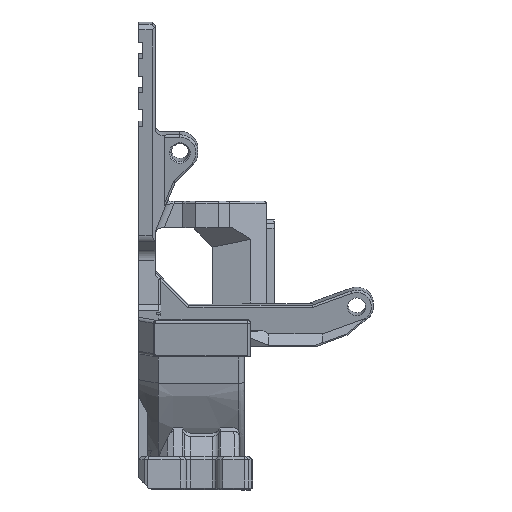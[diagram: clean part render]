
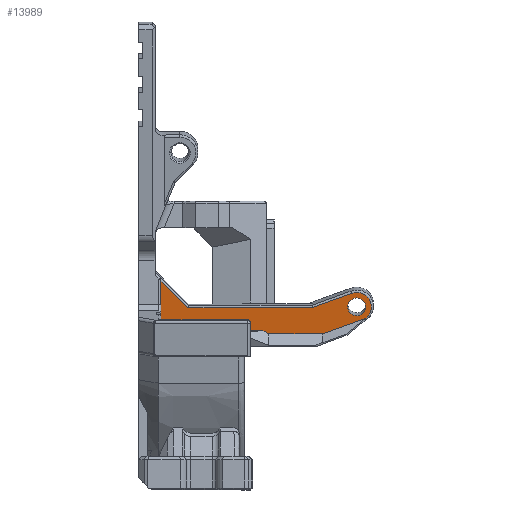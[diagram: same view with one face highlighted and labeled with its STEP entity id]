
A CAD part, left-side view. The second image highlights one B-rep face of the part: STEP entity #13989.
In plain terms, the highlighted planar face has unit normal (-0.985, 0, -0.174).
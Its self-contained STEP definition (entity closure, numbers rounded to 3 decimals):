
#161=FACE_BOUND('',#1821,.T.);
#539=PLANE('',#14974);
#998=FACE_OUTER_BOUND('',#1820,.T.);
#1820=EDGE_LOOP('',(#10486,#10487,#10488,#10489,#10490,#10491,#10492,#10493,
#10494,#10495,#10496,#10497));
#1821=EDGE_LOOP('',(#10498));
#2915=LINE('',#22074,#4222);
#2943=LINE('',#22132,#4250);
#2944=LINE('',#22135,#4251);
#2945=LINE('',#22137,#4252);
#2946=LINE('',#22141,#4253);
#2947=LINE('',#22143,#4254);
#2948=LINE('',#22145,#4255);
#2949=LINE('',#22147,#4256);
#2950=LINE('',#22149,#4257);
#2951=LINE('',#22151,#4258);
#2952=LINE('',#22152,#4259);
#4222=VECTOR('',#17003,10.);
#4250=VECTOR('',#17045,10.);
#4251=VECTOR('',#17048,10.);
#4252=VECTOR('',#17049,10.);
#4253=VECTOR('',#17052,10.);
#4254=VECTOR('',#17053,10.);
#4255=VECTOR('',#17054,10.);
#4256=VECTOR('',#17055,1000.);
#4257=VECTOR('',#17056,10.);
#4258=VECTOR('',#17057,1000.);
#4259=VECTOR('',#17058,10.);
#5520=CIRCLE('',#14957,2.2);
#5524=CIRCLE('',#14975,3.556);
#6306=VERTEX_POINT('',#22020);
#6324=VERTEX_POINT('',#22071);
#6325=VERTEX_POINT('',#22073);
#6348=VERTEX_POINT('',#22130);
#6349=VERTEX_POINT('',#22134);
#6350=VERTEX_POINT('',#22136);
#6351=VERTEX_POINT('',#22138);
#6352=VERTEX_POINT('',#22140);
#6353=VERTEX_POINT('',#22142);
#6354=VERTEX_POINT('',#22144);
#6355=VERTEX_POINT('',#22146);
#6356=VERTEX_POINT('',#22148);
#6357=VERTEX_POINT('',#22150);
#7844=EDGE_CURVE('',#6306,#6306,#5520,.F.);
#7871=EDGE_CURVE('',#6325,#6324,#2915,.T.);
#7900=EDGE_CURVE('',#6324,#6348,#2943,.F.);
#7901=EDGE_CURVE('',#6348,#6349,#2944,.T.);
#7902=EDGE_CURVE('',#6350,#6349,#2945,.F.);
#7903=EDGE_CURVE('',#6351,#6350,#5524,.T.);
#7904=EDGE_CURVE('',#6352,#6351,#2946,.T.);
#7905=EDGE_CURVE('',#6353,#6352,#2947,.T.);
#7906=EDGE_CURVE('',#6354,#6353,#2948,.T.);
#7907=EDGE_CURVE('',#6354,#6355,#2949,.T.);
#7908=EDGE_CURVE('',#6355,#6356,#2950,.F.);
#7909=EDGE_CURVE('',#6357,#6356,#2951,.T.);
#7910=EDGE_CURVE('',#6357,#6325,#2952,.F.);
#10486=ORIENTED_EDGE('',*,*,#7871,.T.);
#10487=ORIENTED_EDGE('',*,*,#7900,.T.);
#10488=ORIENTED_EDGE('',*,*,#7901,.T.);
#10489=ORIENTED_EDGE('',*,*,#7902,.F.);
#10490=ORIENTED_EDGE('',*,*,#7903,.F.);
#10491=ORIENTED_EDGE('',*,*,#7904,.F.);
#10492=ORIENTED_EDGE('',*,*,#7905,.F.);
#10493=ORIENTED_EDGE('',*,*,#7906,.F.);
#10494=ORIENTED_EDGE('',*,*,#7907,.T.);
#10495=ORIENTED_EDGE('',*,*,#7908,.T.);
#10496=ORIENTED_EDGE('',*,*,#7909,.F.);
#10497=ORIENTED_EDGE('',*,*,#7910,.T.);
#10498=ORIENTED_EDGE('',*,*,#7844,.T.);
#13989=ADVANCED_FACE('',(#998,#161),#539,.F.);
#14957=AXIS2_PLACEMENT_3D('',#22021,#16959,#16960);
#14974=AXIS2_PLACEMENT_3D('',#22133,#17046,#17047);
#14975=AXIS2_PLACEMENT_3D('',#22139,#17050,#17051);
#16959=DIRECTION('center_axis',(-0.985,0.,
-0.174));
#16960=DIRECTION('ref_axis',(0.174,0.,-0.985));
#17003=DIRECTION('',(0.092,-0.848,-0.522));
#17045=DIRECTION('',(0.,1.,0.));
#17046=DIRECTION('center_axis',(0.985,0.,
0.174));
#17047=DIRECTION('ref_axis',(0.174,0.,-0.985));
#17048=DIRECTION('',(-0.06,-0.939,0.339));
#17049=DIRECTION('',(0.166,0.3,-0.939));
#17050=DIRECTION('center_axis',(0.985,0.,
0.174));
#17051=DIRECTION('ref_axis',(-0.104,-0.8,0.59));
#17052=DIRECTION('',(-0.06,-0.939,0.339));
#17053=DIRECTION('',(0.,-1.,0.));
#17054=DIRECTION('',(0.123,-0.707,-0.696));
#17055=DIRECTION('',(0.174,0.,-0.985));
#17056=DIRECTION('',(0.,1.,0.));
#17057=DIRECTION('',(0.174,0.,-0.985));
#17058=DIRECTION('',(0.,1.,0.));
#22020=CARTESIAN_POINT('',(-17.646,-57.097,63.29));
#22021=CARTESIAN_POINT('Origin',(-17.264,-57.097,61.123));
#22071=CARTESIAN_POINT('',(-16.106,-35.649,54.554));
#22073=CARTESIAN_POINT('',(-16.254,-34.291,55.391));
#22074=CARTESIAN_POINT('',(-16.791,-29.345,58.438));
#22130=CARTESIAN_POINT('',(-16.106,-48.756,54.554));
#22132=CARTESIAN_POINT('',(-16.106,-25.375,54.554));
#22133=CARTESIAN_POINT('Origin',(-16.147,-19.597,54.785));
#22134=CARTESIAN_POINT('',(-16.773,-59.217,58.337));
#22135=CARTESIAN_POINT('',(-16.008,-47.215,53.997));
#22136=CARTESIAN_POINT('',(-16.768,-59.208,58.306));
#22137=CARTESIAN_POINT('',(-15.157,-56.289,49.171));
#22138=CARTESIAN_POINT('',(-17.844,-55.871,64.41));
#22139=CARTESIAN_POINT('Origin',(-17.264,-57.097,61.123));
#22140=CARTESIAN_POINT('',(-17.236,-46.339,60.964));
#22141=CARTESIAN_POINT('',(-16.724,-38.307,58.06));
#22142=CARTESIAN_POINT('',(-17.236,-16.045,60.964));
#22143=CARTESIAN_POINT('',(-17.236,-19.597,60.964));
#22144=CARTESIAN_POINT('',(-18.373,-9.497,67.412));
#22145=CARTESIAN_POINT('',(-16.755,-18.816,58.235));
#22146=CARTESIAN_POINT('',(-15.927,-9.497,53.541));
#22147=CARTESIAN_POINT('',(-16.147,-9.497,54.785));
#22148=CARTESIAN_POINT('',(-15.927,-29.697,53.541));
#22149=CARTESIAN_POINT('',(-15.927,-19.208,53.541));
#22150=CARTESIAN_POINT('',(-16.254,-29.697,55.391));
#22151=CARTESIAN_POINT('',(-16.147,-29.697,54.785));
#22152=CARTESIAN_POINT('',(-16.254,-18.597,55.391));
